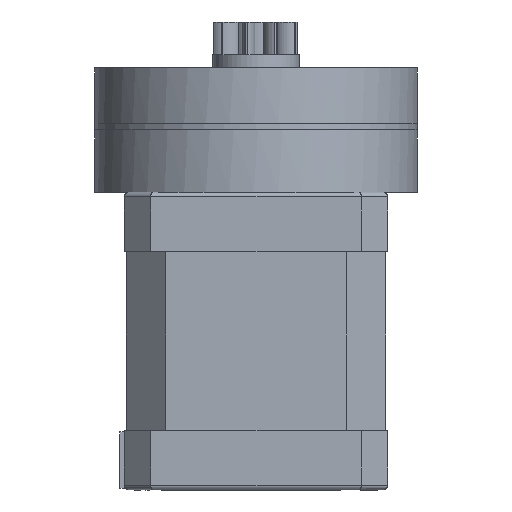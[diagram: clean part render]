
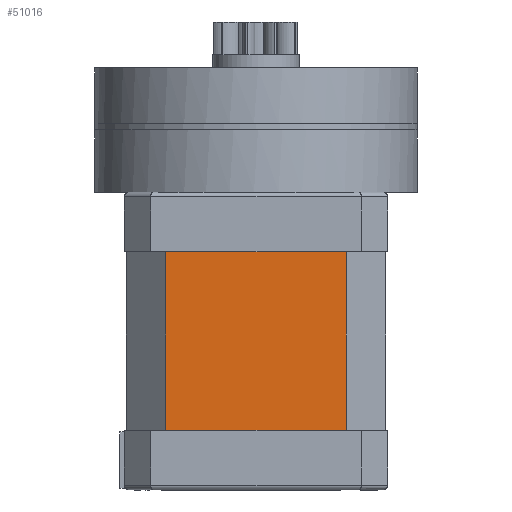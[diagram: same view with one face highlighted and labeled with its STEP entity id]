
A CAD part, left-side view. The second image highlights one B-rep face of the part: STEP entity #51016.
In plain terms, the highlighted free-form (B-spline) face has degree [1, 1] with [2, 2] control points.
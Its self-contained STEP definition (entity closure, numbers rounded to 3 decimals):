
#50813 = VERTEX_POINT('',#50814);
#50814 = CARTESIAN_POINT('',(-28.676,-16.949,
    -68.539));
#50819 = EDGE_CURVE('',#50813,#50820,#50822,.T.);
#50820 = VERTEX_POINT('',#50821);
#50821 = CARTESIAN_POINT('',(-28.676,23.814,
    -68.539));
#50822 = B_SPLINE_CURVE_WITH_KNOTS('',1,(#50823,#50824),.UNSPECIFIED.,
  .F.,.F.,(2,2),(-29.04,0.),.PIECEWISE_BEZIER_KNOTS.);
#50823 = CARTESIAN_POINT('',(-28.676,-16.949,
    -68.539));
#50824 = CARTESIAN_POINT('',(-28.676,23.814,
    -68.539));
#50866 = VERTEX_POINT('',#50867);
#50867 = CARTESIAN_POINT('',(-28.676,23.814,
    -28.108));
#50872 = EDGE_CURVE('',#50873,#50866,#50875,.T.);
#50873 = VERTEX_POINT('',#50874);
#50874 = CARTESIAN_POINT('',(-28.676,-16.949,
    -28.108));
#50875 = B_SPLINE_CURVE_WITH_KNOTS('',1,(#50876,#50877),.UNSPECIFIED.,
  .F.,.F.,(2,2),(-29.04,0.),.PIECEWISE_BEZIER_KNOTS.);
#50876 = CARTESIAN_POINT('',(-28.676,-16.949,
    -28.108));
#50877 = CARTESIAN_POINT('',(-28.676,23.814,
    -28.108));
#50967 = EDGE_CURVE('',#50820,#50866,#50968,.T.);
#50968 = B_SPLINE_CURVE_WITH_KNOTS('',1,(#50969,#50970),.UNSPECIFIED.,
  .F.,.F.,(2,2),(0.,28.804),.PIECEWISE_BEZIER_KNOTS.);
#50969 = CARTESIAN_POINT('',(-28.676,23.814,
    -68.539));
#50970 = CARTESIAN_POINT('',(-28.676,23.814,
    -28.108));
#51001 = EDGE_CURVE('',#50813,#50873,#51002,.T.);
#51002 = B_SPLINE_CURVE_WITH_KNOTS('',1,(#51003,#51004),.UNSPECIFIED.,
  .F.,.F.,(2,2),(0.,28.804),.PIECEWISE_BEZIER_KNOTS.);
#51003 = CARTESIAN_POINT('',(-28.676,-16.949,
    -68.539));
#51004 = CARTESIAN_POINT('',(-28.676,-16.949,
    -28.108));
#51016 = ADVANCED_FACE('',(#51017),#51023,.F.);
#51017 = FACE_BOUND('',#51018,.T.);
#51018 = EDGE_LOOP('',(#51019,#51020,#51021,#51022));
#51019 = ORIENTED_EDGE('',*,*,#50872,.T.);
#51020 = ORIENTED_EDGE('',*,*,#50967,.F.);
#51021 = ORIENTED_EDGE('',*,*,#50819,.F.);
#51022 = ORIENTED_EDGE('',*,*,#51001,.T.);
#51023 = B_SPLINE_SURFACE_WITH_KNOTS('',1,1,(
    (#51024,#51025)
    ,(#51026,#51027
    )),.UNSPECIFIED.,.F.,.F.,.F.,(2,2),(2,2),(-29.04,0.),(0.,
    28.804),.PIECEWISE_BEZIER_KNOTS.);
#51024 = CARTESIAN_POINT('',(-28.676,-16.949,
    -68.539));
#51025 = CARTESIAN_POINT('',(-28.676,-16.949,
    -28.108));
#51026 = CARTESIAN_POINT('',(-28.676,23.814,
    -68.539));
#51027 = CARTESIAN_POINT('',(-28.676,23.814,
    -28.108));
